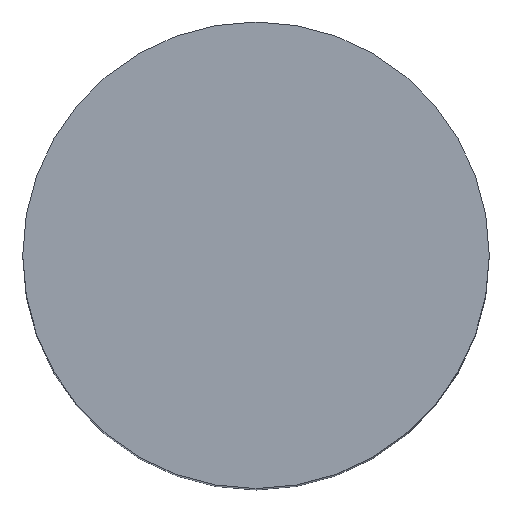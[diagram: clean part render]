
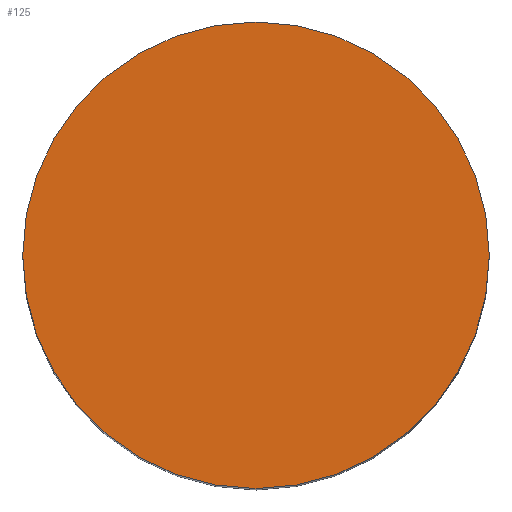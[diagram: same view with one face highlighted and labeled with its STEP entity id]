
A CAD part, top view. The second image highlights one B-rep face of the part: STEP entity #125.
In plain terms, the highlighted planar face has unit normal (0, 0, 1).
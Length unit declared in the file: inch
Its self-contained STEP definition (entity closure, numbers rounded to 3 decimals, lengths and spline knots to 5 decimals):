
#8 = VERTEX_POINT ( 'NONE', #123 ) ;
#11 = DIRECTION ( 'NONE',  ( 1., 0., 0. ) ) ;
#20 = CIRCLE ( 'NONE', #99, 0.125 ) ;
#22 = ORIENTED_EDGE ( 'NONE', *, *, #120, .T. ) ;
#42 = CARTESIAN_POINT ( 'NONE',  ( 0., 0., 0.21875 ) ) ;
#55 = AXIS2_PLACEMENT_3D ( 'NONE', #42, #179, #110 ) ;
#75 = CIRCLE ( 'NONE', #55, 0.125 ) ;
#76 = VERTEX_POINT ( 'NONE', #96 ) ;
#80 = ORIENTED_EDGE ( 'NONE', *, *, #168, .T. ) ;
#91 = AXIS2_PLACEMENT_3D ( 'NONE', #164, #94, #11 ) ;
#94 = DIRECTION ( 'NONE',  ( 0., 0., 1. ) ) ;
#96 = CARTESIAN_POINT ( 'NONE',  ( 0., -0.125, 0.21875 ) ) ;
#97 = FACE_OUTER_BOUND ( 'NONE', #174, .T. ) ;
#99 = AXIS2_PLACEMENT_3D ( 'NONE', #131, #132, #116 ) ;
#110 = DIRECTION ( 'NONE',  ( 1., 0., 0. ) ) ;
#116 = DIRECTION ( 'NONE',  ( 1., 0., 0. ) ) ;
#120 = EDGE_CURVE ( 'NONE', #76, #8, #75, .T. ) ;
#123 = CARTESIAN_POINT ( 'NONE',  ( 0., 0.125, 0.21875 ) ) ;
#125 = ADVANCED_FACE ( 'NONE', ( #97 ), #155, .T. ) ;
#131 = CARTESIAN_POINT ( 'NONE',  ( 0., 0., 0.21875 ) ) ;
#132 = DIRECTION ( 'NONE',  ( 0., 0., 1. ) ) ;
#155 = PLANE ( 'NONE',  #91 ) ;
#164 = CARTESIAN_POINT ( 'NONE',  ( 0., 0., 0.21875 ) ) ;
#168 = EDGE_CURVE ( 'NONE', #8, #76, #20, .T. ) ;
#174 = EDGE_LOOP ( 'NONE', ( #22, #80 ) ) ;
#179 = DIRECTION ( 'NONE',  ( 0., 0., 1. ) ) ;
